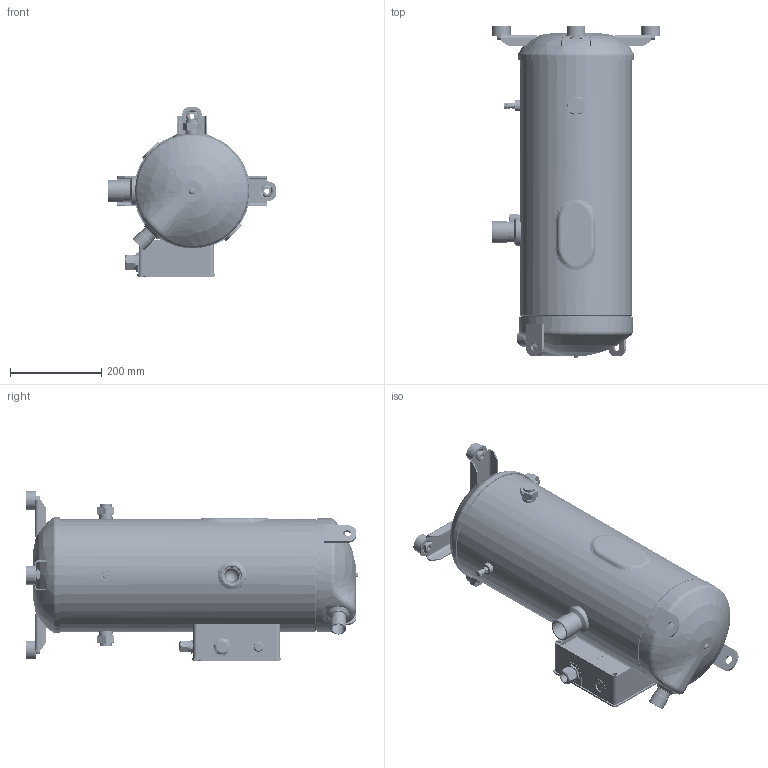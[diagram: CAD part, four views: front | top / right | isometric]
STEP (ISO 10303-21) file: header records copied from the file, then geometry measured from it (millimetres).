
FILE_DESCRIPTION(('TFLEX Exchange Step'),'2;1');
FILE_NAME(' корпус со штуцером.stp', '2024-04-03T11:56:37+03:00',('RUCO3217'),('Unknown organisation'),'TFLEX Exchange 2024.2','T-FLEX CAD','Unknown authorisation');
FILE_SCHEMA( ('AP242_MANAGED_MODEL_BASED_3D_ENGINEERING_MIM_LF {1 0 10303 442 1 1 4 }') );
Length unit declared in the file: millimetre
Products named in the file (7): штуцер; Тело_305 - 100-0009-00_306; Тело_304 - 100-0009-00_305; Тело_303 - 100-0009-00_304; Тело_302 - 100-0009-00; 801-0006-09 (крайняя версия 2 стекла) - Деталь 1; 801-0006-09_с крышкой
Assembly tree (6 placements, depth 2):
  801-0006-09_с крышкой
    штуцер
    Тело_305 - 100-0009-00_306
    Тело_304 - 100-0009-00_305
    Тело_303 - 100-0009-00_304
    Тело_302 - 100-0009-00
    801-0006-09 (крайняя версия 2 стекла) - Деталь 1
Bounding box: 369.1 x 727.39 x 372.55 mm (x, y, z)
Volume: 3949183.2 mm3; surface area: 1929965.5 mm2
Topology: 300 solids, 343 shells, 7971 faces, 20646 edges, 13605 vertices
Faces by surface type: plane 4634, cylinder 1864, bspline 523, extrusion 410, torus 236, cone 154, sphere 150
Full cylindrical faces by diameter (mm): 0.007 x6, 0.013 x3, 0.015 x4, 0.06 x18, 0.1 x9, 0.12 x12, 0.2 x8, 0.39 x6, 0.45 x6, 0.457 x1, 0.5 x2, 0.65 x3, 0.75 x3, 0.78 x4, 0.813 x4, 0.889 x2, 0.9 x59, 1 x9, 1.1 x2, 1.2 x7, 1.25 x2, 1.3 x6, 1.5 x1, 1.6 x16, 1.714 x7, 1.715 x2, 2 x14, 2.14 x2, 2.27 x2, 2.5 x2
Entity records: 304084 total; most frequent: CARTESIAN_POINT 106206, ORIENTED_EDGE 40872, DIRECTION 37321, EDGE_CURVE 20581, VERTEX_POINT 13604, VECTOR 13239, LINE 12829, AXIS2_PLACEMENT_3D 12041
